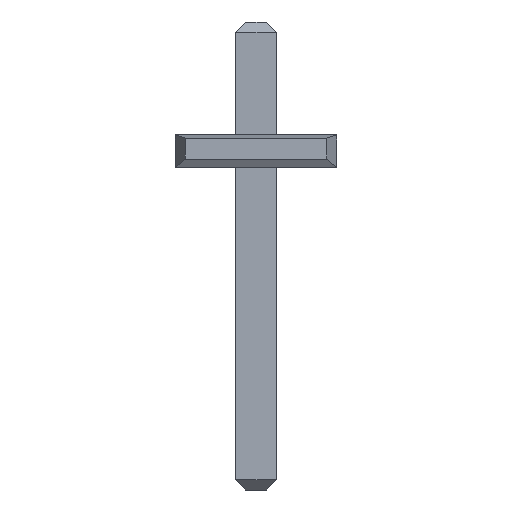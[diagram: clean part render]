
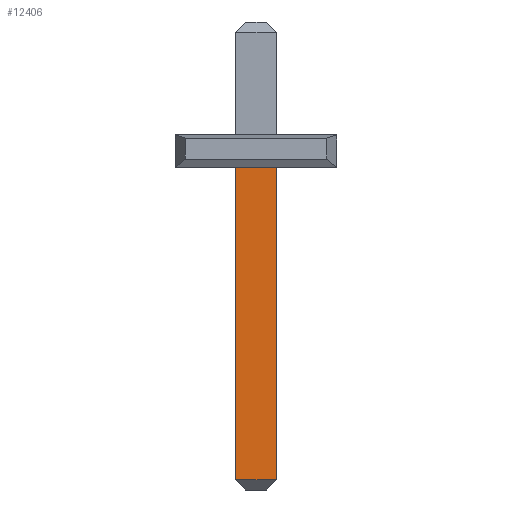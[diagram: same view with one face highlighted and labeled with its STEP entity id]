
A CAD part, left-side view. The second image highlights one B-rep face of the part: STEP entity #12406.
In plain terms, the highlighted planar face has unit normal (-1, 0, 0).
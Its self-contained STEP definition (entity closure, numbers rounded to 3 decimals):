
#12272=CARTESIAN_POINT('',(-0.318,-0.318,0.0));
#12271=VERTEX_POINT('',#12272);
#12290=CARTESIAN_POINT('',(-0.318,0.318,0.0));
#12289=VERTEX_POINT('',#12290);
#12298=EDGE_CURVE('',#12271,#12289,#12303,.T.);
#12303=LINE('',#12272,#12305);
#12305=VECTOR('',#12306,0.635);
#12306=DIRECTION('',(0.0,1.0,0.0));
#12368=CARTESIAN_POINT('',(-0.318,0.318,-4.921));
#12367=VERTEX_POINT('',#12368);
#12376=EDGE_CURVE('',#12289,#12367,#12381,.T.);
#12381=LINE('',#12290,#12383);
#12383=VECTOR('',#12384,4.921);
#12384=DIRECTION('',(0.0,0.0,-1.0));
#12406=ADVANCED_FACE('',(#12412),#12407,.T.);
#12407=PLANE('',#12408);
#12408=AXIS2_PLACEMENT_3D('',#12409,#12410,#12411);
#12409=CARTESIAN_POINT('',(-0.318,0.318,-4.921));
#12410=DIRECTION('',(-1.0,0.0,0.0));
#12411=DIRECTION('',(0.,0.,1.));
#12412=FACE_OUTER_BOUND('',#12413,.T.);
#12413=EDGE_LOOP('',(#12414,#12424,#12434,#12444));
#12417=CARTESIAN_POINT('',(-0.318,-0.318,-4.921));
#12416=VERTEX_POINT('',#12417);
#12415=EDGE_CURVE('',#12416,#12367,#12420,.T.);
#12420=LINE('',#12417,#12422);
#12422=VECTOR('',#12423,0.635);
#12423=DIRECTION('',(0.0,1.0,0.0));
#12414=ORIENTED_EDGE('',*,*,#12415,.F.);
#12425=EDGE_CURVE('',#12271,#12416,#12430,.T.);
#12430=LINE('',#12272,#12432);
#12432=VECTOR('',#12433,4.921);
#12433=DIRECTION('',(0.0,0.0,-1.0));
#12424=ORIENTED_EDGE('',*,*,#12425,.F.);
#12434=ORIENTED_EDGE('',*,*,#12298,.T.);
#12444=ORIENTED_EDGE('',*,*,#12376,.T.);
